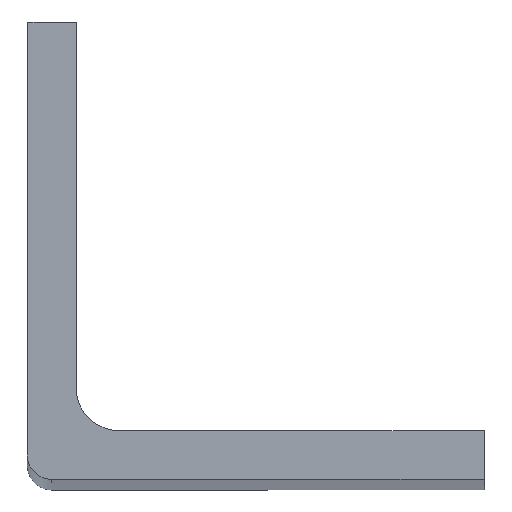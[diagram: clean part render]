
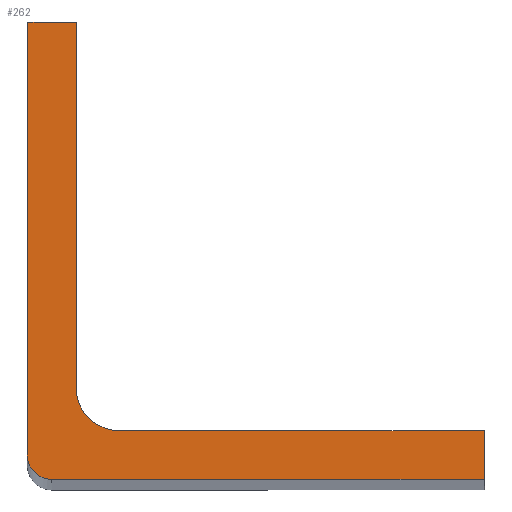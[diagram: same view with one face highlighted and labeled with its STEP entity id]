
A CAD part, top view. The second image highlights one B-rep face of the part: STEP entity #262.
In plain terms, the highlighted planar face has unit normal (0, 0, 1).
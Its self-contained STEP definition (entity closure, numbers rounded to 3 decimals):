
#22=PLANE('',#296);
#36=FACE_OUTER_BOUND('',#50,.T.);
#50=EDGE_LOOP('',(#231,#232,#233,#234,#235,#236,#237,#238,#239,#240,#241,
#242));
#53=LINE('',#387,#77);
#57=LINE('',#399,#81);
#61=LINE('',#411,#85);
#65=LINE('',#423,#89);
#69=LINE('',#435,#93);
#73=LINE('',#446,#97);
#77=VECTOR('',#309,10.);
#81=VECTOR('',#321,10.);
#85=VECTOR('',#333,10.);
#89=VECTOR('',#345,10.);
#93=VECTOR('',#357,10.);
#97=VECTOR('',#369,10.);
#99=CIRCLE('',#272,0.1);
#101=CIRCLE('',#276,4.);
#103=CIRCLE('',#280,0.1);
#105=CIRCLE('',#284,0.1);
#107=CIRCLE('',#288,7.);
#109=CIRCLE('',#292,0.1);
#111=VERTEX_POINT('',#377);
#112=VERTEX_POINT('',#378);
#115=VERTEX_POINT('',#386);
#117=VERTEX_POINT('',#392);
#119=VERTEX_POINT('',#398);
#121=VERTEX_POINT('',#404);
#123=VERTEX_POINT('',#410);
#125=VERTEX_POINT('',#416);
#127=VERTEX_POINT('',#422);
#129=VERTEX_POINT('',#428);
#131=VERTEX_POINT('',#434);
#133=VERTEX_POINT('',#440);
#135=EDGE_CURVE('',#111,#112,#99,.T.);
#139=EDGE_CURVE('',#112,#115,#53,.T.);
#142=EDGE_CURVE('',#115,#117,#101,.T.);
#145=EDGE_CURVE('',#117,#119,#57,.T.);
#148=EDGE_CURVE('',#119,#121,#103,.T.);
#151=EDGE_CURVE('',#121,#123,#61,.T.);
#154=EDGE_CURVE('',#123,#125,#105,.T.);
#157=EDGE_CURVE('',#125,#127,#65,.T.);
#160=EDGE_CURVE('',#127,#129,#107,.T.);
#163=EDGE_CURVE('',#129,#131,#69,.T.);
#166=EDGE_CURVE('',#131,#133,#109,.T.);
#169=EDGE_CURVE('',#133,#111,#73,.T.);
#231=ORIENTED_EDGE('',*,*,#154,.F.);
#232=ORIENTED_EDGE('',*,*,#151,.F.);
#233=ORIENTED_EDGE('',*,*,#148,.F.);
#234=ORIENTED_EDGE('',*,*,#145,.F.);
#235=ORIENTED_EDGE('',*,*,#142,.F.);
#236=ORIENTED_EDGE('',*,*,#139,.F.);
#237=ORIENTED_EDGE('',*,*,#135,.F.);
#238=ORIENTED_EDGE('',*,*,#169,.F.);
#239=ORIENTED_EDGE('',*,*,#166,.F.);
#240=ORIENTED_EDGE('',*,*,#163,.F.);
#241=ORIENTED_EDGE('',*,*,#160,.F.);
#242=ORIENTED_EDGE('',*,*,#157,.F.);
#262=ADVANCED_FACE('',(#36),#22,.T.);
#272=AXIS2_PLACEMENT_3D('',#379,#301,#302);
#276=AXIS2_PLACEMENT_3D('',#393,#314,#315);
#280=AXIS2_PLACEMENT_3D('',#405,#326,#327);
#284=AXIS2_PLACEMENT_3D('',#417,#338,#339);
#288=AXIS2_PLACEMENT_3D('',#429,#350,#351);
#292=AXIS2_PLACEMENT_3D('',#441,#362,#363);
#296=AXIS2_PLACEMENT_3D('',#449,#373,#374);
#301=DIRECTION('center_axis',(0.,0.,-1.));
#302=DIRECTION('ref_axis',(0.,1.,0.));
#309=DIRECTION('',(-1.,0.,0.));
#314=DIRECTION('center_axis',(0.,0.,-1.));
#315=DIRECTION('ref_axis',(1.,0.,0.));
#321=DIRECTION('',(0.,1.,0.));
#326=DIRECTION('center_axis',(0.,0.,-1.));
#327=DIRECTION('ref_axis',(0.,-1.,0.));
#333=DIRECTION('',(1.,0.,0.));
#338=DIRECTION('center_axis',(0.,0.,-1.));
#339=DIRECTION('ref_axis',(-1.,0.,0.));
#345=DIRECTION('',(0.,-1.,0.));
#350=DIRECTION('center_axis',(0.,0.,1.));
#351=DIRECTION('ref_axis',(-1.,0.,0.));
#357=DIRECTION('',(1.,0.,0.));
#362=DIRECTION('center_axis',(0.,0.,-1.));
#363=DIRECTION('ref_axis',(-1.,0.,0.));
#369=DIRECTION('',(0.,-1.,0.));
#373=DIRECTION('center_axis',(0.,0.,1.));
#374=DIRECTION('ref_axis',(1.,0.,0.));
#377=CARTESIAN_POINT('',(75.,0.1,1000.));
#378=CARTESIAN_POINT('',(74.9,0.,1000.));
#379=CARTESIAN_POINT('Origin',(74.9,0.1,1000.));
#386=CARTESIAN_POINT('',(4.,0.,1000.));
#387=CARTESIAN_POINT('',(20.75,0.,1000.));
#392=CARTESIAN_POINT('',(0.,4.,1000.));
#393=CARTESIAN_POINT('Origin',(4.,4.,1000.));
#398=CARTESIAN_POINT('',(0.,74.9,1000.));
#399=CARTESIAN_POINT('',(0.,56.2,1000.));
#404=CARTESIAN_POINT('',(0.1,75.,1000.));
#405=CARTESIAN_POINT('Origin',(0.1,74.9,1000.));
#410=CARTESIAN_POINT('',(7.9,75.,1000.));
#411=CARTESIAN_POINT('',(22.7,75.,1000.));
#416=CARTESIAN_POINT('',(8.,74.9,1000.));
#417=CARTESIAN_POINT('Origin',(7.9,74.9,1000.));
#422=CARTESIAN_POINT('',(8.,15.,1000.));
#423=CARTESIAN_POINT('',(8.,26.25,1000.));
#428=CARTESIAN_POINT('',(15.,8.,1000.));
#429=CARTESIAN_POINT('Origin',(15.,15.,1000.));
#434=CARTESIAN_POINT('',(74.9,8.,1000.));
#435=CARTESIAN_POINT('',(56.2,8.,1000.));
#440=CARTESIAN_POINT('',(75.,7.9,1000.));
#441=CARTESIAN_POINT('Origin',(74.9,7.9,1000.));
#446=CARTESIAN_POINT('',(75.,18.8,1000.));
#449=CARTESIAN_POINT('Origin',(37.5,37.5,1000.));
